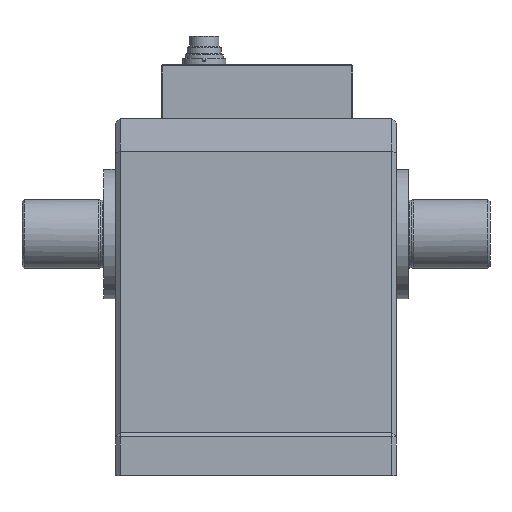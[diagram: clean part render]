
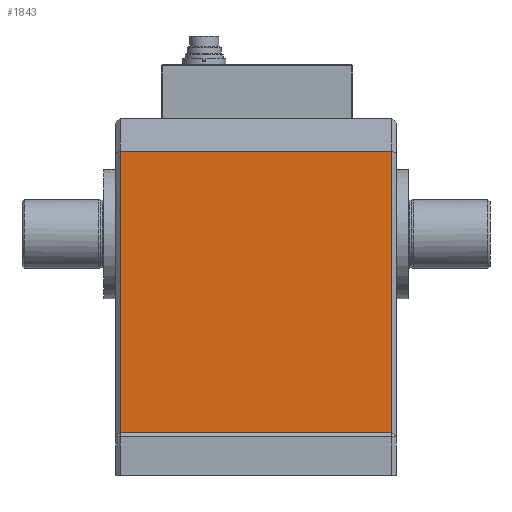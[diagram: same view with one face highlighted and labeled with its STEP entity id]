
A CAD part, front view. The second image highlights one B-rep face of the part: STEP entity #1843.
In plain terms, the highlighted face is planar.
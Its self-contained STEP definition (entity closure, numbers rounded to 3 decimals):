
#1843 = ADVANCED_FACE( '', ( #3614 ), #3615, .F. );
#3614 = FACE_OUTER_BOUND( '', #5343, .T. );
#3615 = PLANE( '', #5344 );
#5343 = EDGE_LOOP( '', ( #8449, #8450, #8451, #8452 ) );
#5344 = AXIS2_PLACEMENT_3D( '', #8453, #8454, #8455 );
#8449 = ORIENTED_EDGE( '', *, *, #9996, .T. );
#8450 = ORIENTED_EDGE( '', *, *, #9087, .T. );
#8451 = ORIENTED_EDGE( '', *, *, #10133, .F. );
#8452 = ORIENTED_EDGE( '', *, *, #9904, .T. );
#8453 = CARTESIAN_POINT( '', ( 250.823, 130., 71.084 ) );
#8454 = DIRECTION( '', ( -1., 0., 0. ) );
#8455 = DIRECTION( '', ( 0., 0., 1. ) );
#9087 = EDGE_CURVE( '', #10390, #10388, #10391, .T. );
#9904 = EDGE_CURVE( '', #11638, #11643, #11645, .T. );
#9996 = EDGE_CURVE( '', #11643, #10390, #11762, .T. );
#10133 = EDGE_CURVE( '', #11638, #10388, #11926, .T. );
#10388 = VERTEX_POINT( '', #12254 );
#10390 = VERTEX_POINT( '', #12257 );
#10391 = LINE( '', #12258, #12259 );
#11638 = VERTEX_POINT( '', #14036 );
#11643 = VERTEX_POINT( '', #14043 );
#11645 = LINE( '', #14046, #14047 );
#11762 = LINE( '', #14204, #14205 );
#11926 = LINE( '', #14400, #14401 );
#12254 = CARTESIAN_POINT( '', ( 250.823, 2., 71.084 ) );
#12257 = CARTESIAN_POINT( '', ( 250.823, 2., 201.584 ) );
#12258 = CARTESIAN_POINT( '', ( 250.823, 2., 71.084 ) );
#12259 = VECTOR( '', #14654, 1000. );
#14036 = CARTESIAN_POINT( '', ( 250.823, 128., 71.084 ) );
#14043 = CARTESIAN_POINT( '', ( 250.823, 128., 201.584 ) );
#14046 = CARTESIAN_POINT( '', ( 250.823, 128., 71.084 ) );
#14047 = VECTOR( '', #15719, 1000. );
#14204 = CARTESIAN_POINT( '', ( 250.823, 130., 201.584 ) );
#14205 = VECTOR( '', #15804, 1000. );
#14400 = CARTESIAN_POINT( '', ( 250.823, 130., 71.084 ) );
#14401 = VECTOR( '', #15925, 1000. );
#14654 = DIRECTION( '', ( 0., 0., -1. ) );
#15719 = DIRECTION( '', ( 0., 0., 1. ) );
#15804 = DIRECTION( '', ( 0., -1., 0. ) );
#15925 = DIRECTION( '', ( 0., -1., 0. ) );
